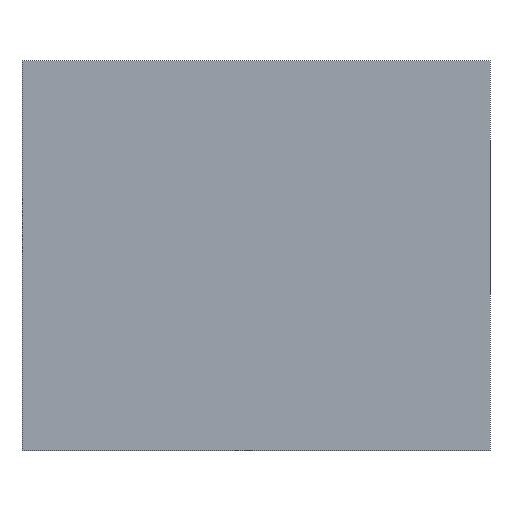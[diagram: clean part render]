
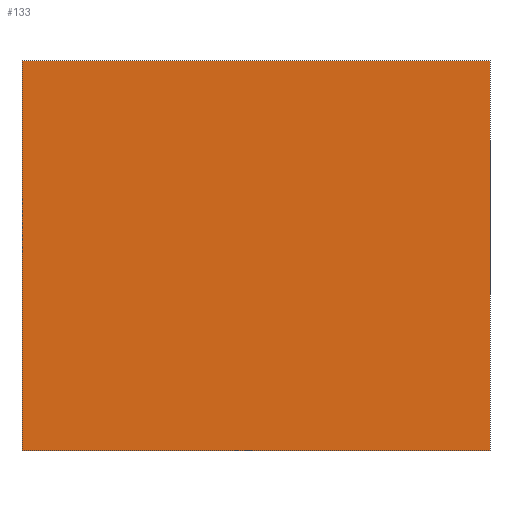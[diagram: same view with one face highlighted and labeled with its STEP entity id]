
A CAD part, front view. The second image highlights one B-rep face of the part: STEP entity #133.
In plain terms, the highlighted planar face has unit normal (0, -1, 0).
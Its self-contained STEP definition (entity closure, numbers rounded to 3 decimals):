
#5 = AXIS2_PLACEMENT_3D ( 'NONE', #201, #222, #299 ) ;
#11 = LINE ( 'NONE', #42, #161 ) ;
#24 = DIRECTION ( 'NONE',  ( 1., 0., 0. ) ) ;
#42 = CARTESIAN_POINT ( 'NONE',  ( -60., 0., 50. ) ) ;
#44 = EDGE_CURVE ( 'NONE', #179, #227, #291, .T. ) ;
#54 = DIRECTION ( 'NONE',  ( 1., 0., 0. ) ) ;
#63 = EDGE_CURVE ( 'NONE', #113, #179, #520, .T. ) ;
#67 = DIRECTION ( 'NONE',  ( 0., 0., -1. ) ) ;
#88 = ORIENTED_EDGE ( 'NONE', *, *, #44, .F. ) ;
#113 = VERTEX_POINT ( 'NONE', #114 ) ;
#114 = CARTESIAN_POINT ( 'NONE',  ( -60., 0., 50. ) ) ;
#116 = LINE ( 'NONE', #538, #403 ) ;
#126 = VECTOR ( 'NONE', #67, 1000. ) ;
#133 = ADVANCED_FACE ( 'NONE', ( #384 ), #471, .F. ) ;
#157 = CARTESIAN_POINT ( 'NONE',  ( 0., 0., 50. ) ) ;
#161 = VECTOR ( 'NONE', #444, 1000. ) ;
#179 = VERTEX_POINT ( 'NONE', #380 ) ;
#201 = CARTESIAN_POINT ( 'NONE',  ( 0., 0., 50. ) ) ;
#222 = DIRECTION ( 'NONE',  ( 0., 1., 0. ) ) ;
#227 = VERTEX_POINT ( 'NONE', #434 ) ;
#234 = VERTEX_POINT ( 'NONE', #525 ) ;
#240 = EDGE_LOOP ( 'NONE', ( #392, #88, #529, #470 ) ) ;
#291 = LINE ( 'NONE', #517, #126 ) ;
#299 = DIRECTION ( 'NONE',  ( 0., 0., 1. ) ) ;
#380 = CARTESIAN_POINT ( 'NONE',  ( 0., 0., 50. ) ) ;
#384 = FACE_OUTER_BOUND ( 'NONE', #240, .T. ) ;
#392 = ORIENTED_EDGE ( 'NONE', *, *, #495, .T. ) ;
#403 = VECTOR ( 'NONE', #54, 1000. ) ;
#434 = CARTESIAN_POINT ( 'NONE',  ( 0., 0., 0. ) ) ;
#444 = DIRECTION ( 'NONE',  ( 0., 0., -1. ) ) ;
#456 = EDGE_CURVE ( 'NONE', #113, #234, #11, .T. ) ;
#469 = VECTOR ( 'NONE', #24, 1000. ) ;
#470 = ORIENTED_EDGE ( 'NONE', *, *, #456, .T. ) ;
#471 = PLANE ( 'NONE',  #5 ) ;
#495 = EDGE_CURVE ( 'NONE', #234, #227, #116, .T. ) ;
#517 = CARTESIAN_POINT ( 'NONE',  ( 0., 0., 50. ) ) ;
#520 = LINE ( 'NONE', #157, #469 ) ;
#525 = CARTESIAN_POINT ( 'NONE',  ( -60., 0., 0. ) ) ;
#529 = ORIENTED_EDGE ( 'NONE', *, *, #63, .F. ) ;
#538 = CARTESIAN_POINT ( 'NONE',  ( 0., 0., 0. ) ) ;
